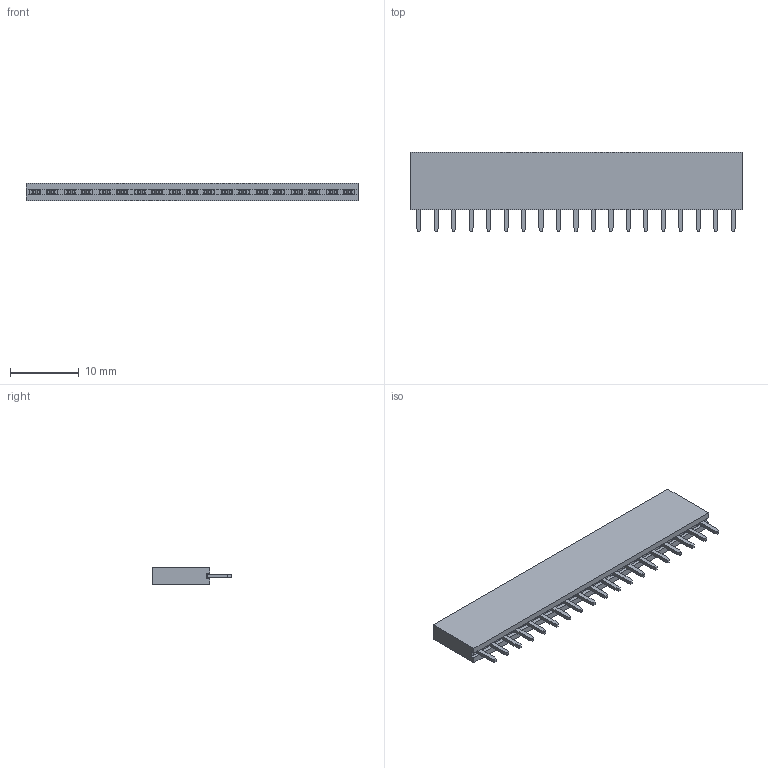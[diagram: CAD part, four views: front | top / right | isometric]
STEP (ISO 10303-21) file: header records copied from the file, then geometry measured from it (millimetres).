
FILE_DESCRIPTION((''),'2;1');
FILE_NAME('PBS-19.stp','2019-11-02T10:51:34',('Shuvalov'),(''),'Autodesk Inventor 2011','Autodesk Inventor 2011','');
FILE_SCHEMA(('CONFIG_CONTROL_DESIGN'));
Length unit declared in the file: millimetre
Products named in the file (1): PBS-19
Bounding box: 48.26 x 11.6 x 2.54 mm (x, y, z)
Volume: 945.5 mm3; surface area: 1776.3 mm2
Topology: 20 solids, 20 shells, 580 faces, 1430 edges, 928 vertices
Faces by surface type: plane 504, cylinder 76
Entity records: 17192 total; most frequent: CARTESIAN_POINT 2939, ORIENTED_EDGE 2860, DIRECTION 2744, EDGE_CURVE 1430, VECTOR 1278, LINE 1278, VERTEX_POINT 928, AXIS2_PLACEMENT_3D 733
